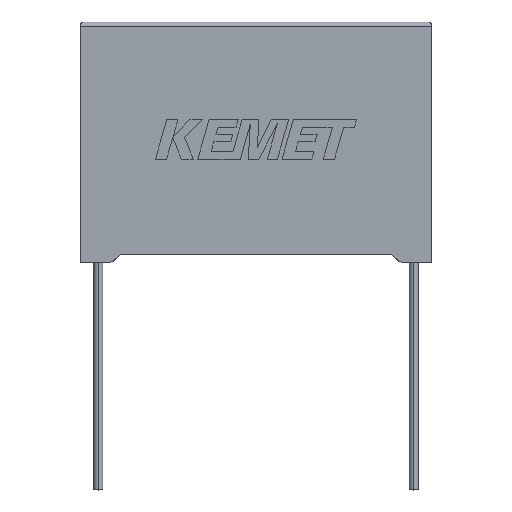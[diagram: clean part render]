
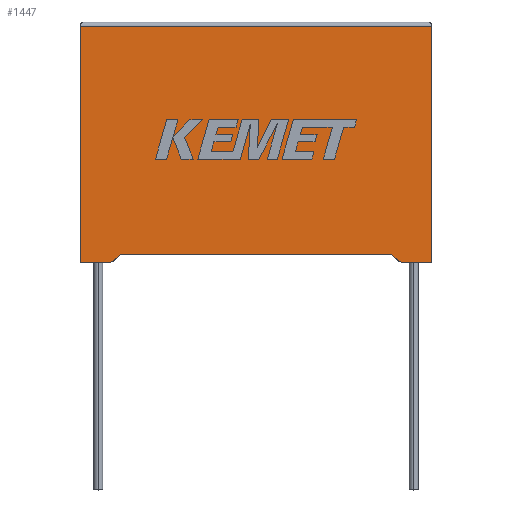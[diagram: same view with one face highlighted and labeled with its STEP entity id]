
A CAD part, top view. The second image highlights one B-rep face of the part: STEP entity #1447.
In plain terms, the highlighted planar face has unit normal (0, 0, 1).
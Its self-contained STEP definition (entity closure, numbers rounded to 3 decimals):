
#251 = LINE ( 'NONE', #2594, #2690 ) ;
#298 = AXIS2_PLACEMENT_3D ( 'NONE', #1126, #2786, #1372 ) ;
#327 = LINE ( 'NONE', #2136, #2728 ) ;
#342 = VERTEX_POINT ( 'NONE', #2982 ) ;
#382 = LINE ( 'NONE', #1238, #2190 ) ;
#419 = CARTESIAN_POINT ( 'NONE',  ( 20.9, 0.986, 16.3 ) ) ;
#422 = LINE ( 'NONE', #1397, #1093 ) ;
#438 = CARTESIAN_POINT ( 'NONE',  ( 0., 0., 16.3 ) ) ;
#477 = DIRECTION ( 'NONE',  ( 1., 0., 0. ) ) ;
#499 = EDGE_CURVE ( 'NONE', #1138, #868, #1476, .T. ) ;
#511 = CARTESIAN_POINT ( 'NONE',  ( 3.65, 0., 16.3 ) ) ;
#608 = ORIENTED_EDGE ( 'NONE', *, *, #693, .T. ) ;
#693 = EDGE_CURVE ( 'NONE', #762, #790, #422, .T. ) ;
#756 = ORIENTED_EDGE ( 'NONE', *, *, #926, .T. ) ;
#762 = VERTEX_POINT ( 'NONE', #1885 ) ;
#790 = VERTEX_POINT ( 'NONE', #3042 ) ;
#806 = CARTESIAN_POINT ( 'NONE',  ( 0., 28.1, 16.3 ) ) ;
#868 = VERTEX_POINT ( 'NONE', #511 ) ;
#885 = LINE ( 'NONE', #438, #2421 ) ;
#919 = ORIENTED_EDGE ( 'NONE', *, *, #1442, .T. ) ;
#926 = EDGE_CURVE ( 'NONE', #2661, #1420, #382, .T. ) ;
#1066 = CARTESIAN_POINT ( 'NONE',  ( 4.811, 0.986, 16.3 ) ) ;
#1093 = VECTOR ( 'NONE', #477, 1000. ) ;
#1126 = CARTESIAN_POINT ( 'NONE',  ( 0., 0., 16.3 ) ) ;
#1138 = VERTEX_POINT ( 'NONE', #1066 ) ;
#1196 = DIRECTION ( 'NONE',  ( 0., 1., 0. ) ) ;
#1238 = CARTESIAN_POINT ( 'NONE',  ( 0., 28.1, 16.3 ) ) ;
#1318 = ORIENTED_EDGE ( 'NONE', *, *, #2945, .F. ) ;
#1372 = DIRECTION ( 'NONE',  ( -1., 0., 0. ) ) ;
#1397 = CARTESIAN_POINT ( 'NONE',  ( 0., 0., 16.3 ) ) ;
#1416 = DIRECTION ( 'NONE',  ( -1., 0., 0. ) ) ;
#1420 = VERTEX_POINT ( 'NONE', #806 ) ;
#1442 = EDGE_CURVE ( 'NONE', #2983, #868, #885, .T. ) ;
#1447 = ADVANCED_FACE ( 'NONE', ( #2454 ), #1845, .F. ) ;
#1476 = LINE ( 'NONE', #2266, #2607 ) ;
#1490 = ORIENTED_EDGE ( 'NONE', *, *, #1663, .T. ) ;
#1663 = EDGE_CURVE ( 'NONE', #1420, #2983, #251, .T. ) ;
#1758 = LINE ( 'NONE', #2338, #1869 ) ;
#1786 = EDGE_CURVE ( 'NONE', #790, #2661, #327, .T. ) ;
#1841 = DIRECTION ( 'NONE',  ( 0.762, -0.647, 0. ) ) ;
#1845 = PLANE ( 'NONE',  #298 ) ;
#1869 = VECTOR ( 'NONE', #1841, 1000. ) ;
#1885 = CARTESIAN_POINT ( 'NONE',  ( 38.15, 0., 16.3 ) ) ;
#1891 = EDGE_CURVE ( 'NONE', #342, #762, #1758, .T. ) ;
#1993 = LINE ( 'NONE', #419, #2170 ) ;
#2126 = ORIENTED_EDGE ( 'NONE', *, *, #1786, .T. ) ;
#2136 = CARTESIAN_POINT ( 'NONE',  ( 41.8, 0., 16.3 ) ) ;
#2170 = VECTOR ( 'NONE', #1416, 1000. ) ;
#2190 = VECTOR ( 'NONE', #2399, 1000. ) ;
#2266 = CARTESIAN_POINT ( 'NONE',  ( 3.65, 0., 16.3 ) ) ;
#2289 = ORIENTED_EDGE ( 'NONE', *, *, #499, .F. ) ;
#2334 = ORIENTED_EDGE ( 'NONE', *, *, #1891, .T. ) ;
#2338 = CARTESIAN_POINT ( 'NONE',  ( 38.15, 0., 16.3 ) ) ;
#2377 = CARTESIAN_POINT ( 'NONE',  ( 41.8, 28.1, 16.3 ) ) ;
#2399 = DIRECTION ( 'NONE',  ( -1., 0., 0. ) ) ;
#2421 = VECTOR ( 'NONE', #2779, 1000. ) ;
#2454 = FACE_OUTER_BOUND ( 'NONE', #2809, .T. ) ;
#2486 = DIRECTION ( 'NONE',  ( -0.762, -0.647, 0. ) ) ;
#2594 = CARTESIAN_POINT ( 'NONE',  ( 0., 0., 16.3 ) ) ;
#2607 = VECTOR ( 'NONE', #2486, 1000. ) ;
#2661 = VERTEX_POINT ( 'NONE', #2377 ) ;
#2690 = VECTOR ( 'NONE', #2839, 1000. ) ;
#2728 = VECTOR ( 'NONE', #1196, 1000. ) ;
#2779 = DIRECTION ( 'NONE',  ( 1., 0., 0. ) ) ;
#2786 = DIRECTION ( 'NONE',  ( 0., 0., -1. ) ) ;
#2809 = EDGE_LOOP ( 'NONE', ( #2126, #756, #1490, #919, #2289, #1318, #2334, #608 ) ) ;
#2839 = DIRECTION ( 'NONE',  ( 0., -1., 0. ) ) ;
#2945 = EDGE_CURVE ( 'NONE', #342, #1138, #1993, .T. ) ;
#2982 = CARTESIAN_POINT ( 'NONE',  ( 36.989, 0.986, 16.3 ) ) ;
#2983 = VERTEX_POINT ( 'NONE', #2985 ) ;
#2985 = CARTESIAN_POINT ( 'NONE',  ( 0., 0., 16.3 ) ) ;
#3042 = CARTESIAN_POINT ( 'NONE',  ( 41.8, 0., 16.3 ) ) ;
